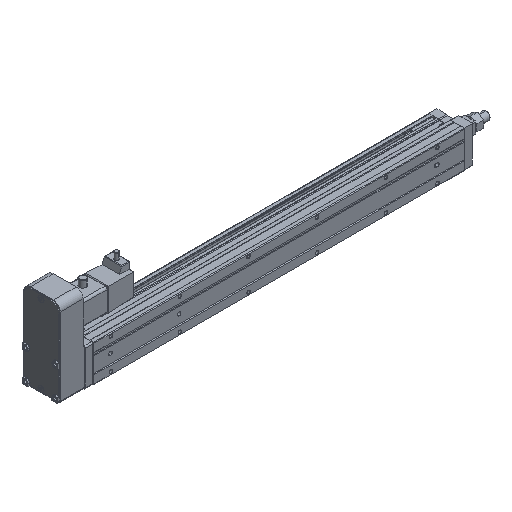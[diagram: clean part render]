
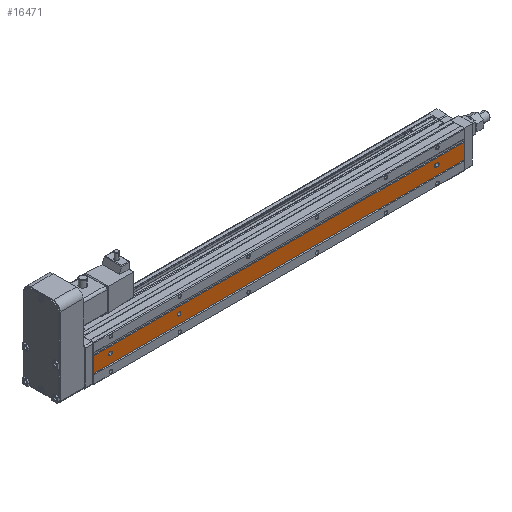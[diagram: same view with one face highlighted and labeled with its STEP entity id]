
A CAD part, isometric view. The second image highlights one B-rep face of the part: STEP entity #16471.
In plain terms, the highlighted planar face has unit normal (0, -1, 0).
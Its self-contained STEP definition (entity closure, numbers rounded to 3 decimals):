
#67 = VERTEX_POINT ( 'NONE', #12024 ) ;
#82 = CARTESIAN_POINT ( 'NONE',  ( 125., 1., 0. ) ) ;
#94 = CARTESIAN_POINT ( 'NONE',  ( 540., 1., 9.286 ) ) ;
#260 = EDGE_CURVE ( 'NONE', #22027, #21234, #2296, .T. ) ;
#497 = CARTESIAN_POINT ( 'NONE',  ( 25., 1., 0. ) ) ;
#666 = EDGE_CURVE ( 'NONE', #4218, #20559, #945, .T. ) ;
#803 = ORIENTED_EDGE ( 'NONE', *, *, #6396, .F. ) ;
#945 = LINE ( 'NONE', #13387, #21358 ) ;
#1320 = EDGE_CURVE ( 'NONE', #9251, #67, #18266, .T. ) ;
#1435 = DIRECTION ( 'NONE',  ( 0., 1., 0. ) ) ;
#1929 = CARTESIAN_POINT ( 'NONE',  ( 125., 1., -2.5 ) ) ;
#1995 = VECTOR ( 'NONE', #20317, 1000. ) ;
#2029 = EDGE_LOOP ( 'NONE', ( #13237, #18715 ) ) ;
#2296 = CIRCLE ( 'NONE', #13266, 2.5 ) ;
#2931 = FACE_BOUND ( 'NONE', #3113, .T. ) ;
#3113 = EDGE_LOOP ( 'NONE', ( #17222, #23974 ) ) ;
#3129 = CARTESIAN_POINT ( 'NONE',  ( 501., 1., 0. ) ) ;
#3272 = AXIS2_PLACEMENT_3D ( 'NONE', #3129, #7235, #16945 ) ;
#3295 = AXIS2_PLACEMENT_3D ( 'NONE', #7884, #15978, #4572 ) ;
#3304 = FACE_BOUND ( 'NONE', #11683, .T. ) ;
#4218 = VERTEX_POINT ( 'NONE', #6447 ) ;
#4261 = LINE ( 'NONE', #5981, #1995 ) ;
#4572 = DIRECTION ( 'NONE',  ( 0., 0., 1. ) ) ;
#5159 = FACE_OUTER_BOUND ( 'NONE', #23798, .T. ) ;
#5412 = VERTEX_POINT ( 'NONE', #24492 ) ;
#5561 = ORIENTED_EDGE ( 'NONE', *, *, #15674, .F. ) ;
#5841 = CARTESIAN_POINT ( 'NONE',  ( 499., 1., 0. ) ) ;
#5934 = VECTOR ( 'NONE', #18136, 1000. ) ;
#5981 = CARTESIAN_POINT ( 'NONE',  ( 540., 1., -13. ) ) ;
#6176 = DIRECTION ( 'NONE',  ( 0., -1., 0. ) ) ;
#6396 = EDGE_CURVE ( 'NONE', #16746, #5412, #19419, .T. ) ;
#6447 = CARTESIAN_POINT ( 'NONE',  ( 501., 1., 2.5 ) ) ;
#6554 = VERTEX_POINT ( 'NONE', #24317 ) ;
#7235 = DIRECTION ( 'NONE',  ( 0., -1., 0. ) ) ;
#7340 = DIRECTION ( 'NONE',  ( 1., 0., 0. ) ) ;
#7717 = EDGE_CURVE ( 'NONE', #6554, #21863, #14734, .T. ) ;
#7750 = LINE ( 'NONE', #19451, #11654 ) ;
#7884 = CARTESIAN_POINT ( 'NONE',  ( 125., 1., 0. ) ) ;
#7896 = AXIS2_PLACEMENT_3D ( 'NONE', #9274, #13643, #21748 ) ;
#8167 = DIRECTION ( 'NONE',  ( 0., 0., 1. ) ) ;
#8223 = DIRECTION ( 'NONE',  ( 0., -1., 0. ) ) ;
#8972 = VERTEX_POINT ( 'NONE', #12262 ) ;
#9115 = CARTESIAN_POINT ( 'NONE',  ( 25., 1., 2.5 ) ) ;
#9251 = VERTEX_POINT ( 'NONE', #11839 ) ;
#9274 = CARTESIAN_POINT ( 'NONE',  ( 25., 1., 0. ) ) ;
#9541 = ORIENTED_EDGE ( 'NONE', *, *, #18100, .T. ) ;
#11407 = DIRECTION ( 'NONE',  ( -1., 0., 0. ) ) ;
#11654 = VECTOR ( 'NONE', #25425, 1000. ) ;
#11683 = EDGE_LOOP ( 'NONE', ( #803, #14077, #22991, #5561 ) ) ;
#11839 = CARTESIAN_POINT ( 'NONE',  ( 540., 1., 9.286 ) ) ;
#12024 = CARTESIAN_POINT ( 'NONE',  ( 540., 1., -13. ) ) ;
#12262 = CARTESIAN_POINT ( 'NONE',  ( 0., 1., 9.286 ) ) ;
#12263 = EDGE_CURVE ( 'NONE', #8972, #22647, #19007, .T. ) ;
#12524 = CARTESIAN_POINT ( 'NONE',  ( 25., 1., -2.5 ) ) ;
#12548 = CIRCLE ( 'NONE', #7896, 2.5 ) ;
#13237 = ORIENTED_EDGE ( 'NONE', *, *, #260, .F. ) ;
#13266 = AXIS2_PLACEMENT_3D ( 'NONE', #497, #16668, #24754 ) ;
#13387 = CARTESIAN_POINT ( 'NONE',  ( 540., 1., 2.5 ) ) ;
#13501 = CARTESIAN_POINT ( 'NONE',  ( 540., 1., 9.286 ) ) ;
#13643 = DIRECTION ( 'NONE',  ( 0., -1., 0. ) ) ;
#13794 = DIRECTION ( 'NONE',  ( 0., 0., 1. ) ) ;
#14077 = ORIENTED_EDGE ( 'NONE', *, *, #23841, .F. ) ;
#14734 = CIRCLE ( 'NONE', #3295, 2.5 ) ;
#14881 = DIRECTION ( 'NONE',  ( 0., 0., -1. ) ) ;
#15046 = CARTESIAN_POINT ( 'NONE',  ( 540., 1., -2.5 ) ) ;
#15359 = PLANE ( 'NONE',  #24859 ) ;
#15410 = AXIS2_PLACEMENT_3D ( 'NONE', #5841, #8223, #13794 ) ;
#15571 = CIRCLE ( 'NONE', #25743, 2.5 ) ;
#15674 = EDGE_CURVE ( 'NONE', #5412, #4218, #26148, .T. ) ;
#15978 = DIRECTION ( 'NONE',  ( 0., -1., 0. ) ) ;
#16134 = EDGE_CURVE ( 'NONE', #67, #22647, #4261, .T. ) ;
#16471 = ADVANCED_FACE ( 'NONE', ( #5159, #3304, #21095, #2931 ), #15359, .F. ) ;
#16668 = DIRECTION ( 'NONE',  ( 0., -1., 0. ) ) ;
#16746 = VERTEX_POINT ( 'NONE', #18405 ) ;
#16945 = DIRECTION ( 'NONE',  ( 0., 0., 1. ) ) ;
#17132 = EDGE_CURVE ( 'NONE', #21863, #6554, #15571, .T. ) ;
#17222 = ORIENTED_EDGE ( 'NONE', *, *, #17132, .F. ) ;
#18100 = EDGE_CURVE ( 'NONE', #9251, #8972, #7750, .T. ) ;
#18136 = DIRECTION ( 'NONE',  ( 0., 0., -1. ) ) ;
#18266 = LINE ( 'NONE', #94, #5934 ) ;
#18405 = CARTESIAN_POINT ( 'NONE',  ( 499., 1., -2.5 ) ) ;
#18704 = VECTOR ( 'NONE', #14881, 1000. ) ;
#18715 = ORIENTED_EDGE ( 'NONE', *, *, #18877, .F. ) ;
#18877 = EDGE_CURVE ( 'NONE', #21234, #22027, #12548, .T. ) ;
#19007 = LINE ( 'NONE', #23235, #18704 ) ;
#19099 = DIRECTION ( 'NONE',  ( 1., 0., 0. ) ) ;
#19419 = LINE ( 'NONE', #15046, #20467 ) ;
#19451 = CARTESIAN_POINT ( 'NONE',  ( 540., 1., 9.286 ) ) ;
#19997 = ORIENTED_EDGE ( 'NONE', *, *, #16134, .F. ) ;
#20190 = ORIENTED_EDGE ( 'NONE', *, *, #12263, .T. ) ;
#20317 = DIRECTION ( 'NONE',  ( -1., 0., 0. ) ) ;
#20467 = VECTOR ( 'NONE', #7340, 1000. ) ;
#20559 = VERTEX_POINT ( 'NONE', #23709 ) ;
#21095 = FACE_BOUND ( 'NONE', #2029, .T. ) ;
#21234 = VERTEX_POINT ( 'NONE', #9115 ) ;
#21352 = CIRCLE ( 'NONE', #15410, 2.5 ) ;
#21358 = VECTOR ( 'NONE', #11407, 1000. ) ;
#21748 = DIRECTION ( 'NONE',  ( 0., 0., 1. ) ) ;
#21863 = VERTEX_POINT ( 'NONE', #1929 ) ;
#22027 = VERTEX_POINT ( 'NONE', #12524 ) ;
#22647 = VERTEX_POINT ( 'NONE', #26130 ) ;
#22991 = ORIENTED_EDGE ( 'NONE', *, *, #666, .F. ) ;
#23235 = CARTESIAN_POINT ( 'NONE',  ( 0., 1., 9.286 ) ) ;
#23709 = CARTESIAN_POINT ( 'NONE',  ( 499., 1., 2.5 ) ) ;
#23798 = EDGE_LOOP ( 'NONE', ( #20190, #19997, #24773, #9541 ) ) ;
#23841 = EDGE_CURVE ( 'NONE', #20559, #16746, #21352, .T. ) ;
#23974 = ORIENTED_EDGE ( 'NONE', *, *, #7717, .F. ) ;
#24317 = CARTESIAN_POINT ( 'NONE',  ( 125., 1., 2.5 ) ) ;
#24492 = CARTESIAN_POINT ( 'NONE',  ( 501., 1., -2.5 ) ) ;
#24754 = DIRECTION ( 'NONE',  ( 0., 0., 1. ) ) ;
#24773 = ORIENTED_EDGE ( 'NONE', *, *, #1320, .F. ) ;
#24859 = AXIS2_PLACEMENT_3D ( 'NONE', #13501, #1435, #19099 ) ;
#25425 = DIRECTION ( 'NONE',  ( -1., 0., 0. ) ) ;
#25743 = AXIS2_PLACEMENT_3D ( 'NONE', #82, #6176, #8167 ) ;
#26130 = CARTESIAN_POINT ( 'NONE',  ( 0., 1., -13. ) ) ;
#26148 = CIRCLE ( 'NONE', #3272, 2.5 ) ;
